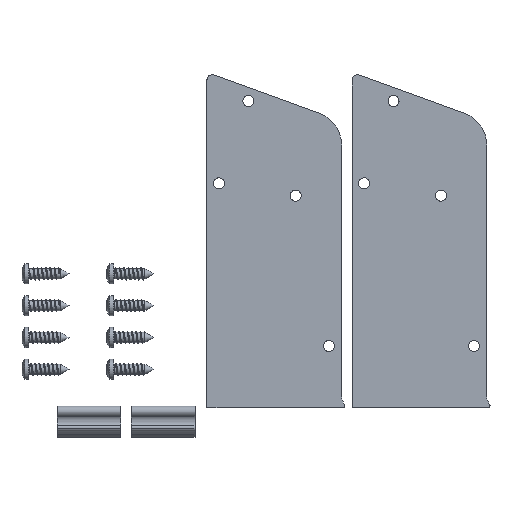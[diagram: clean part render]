
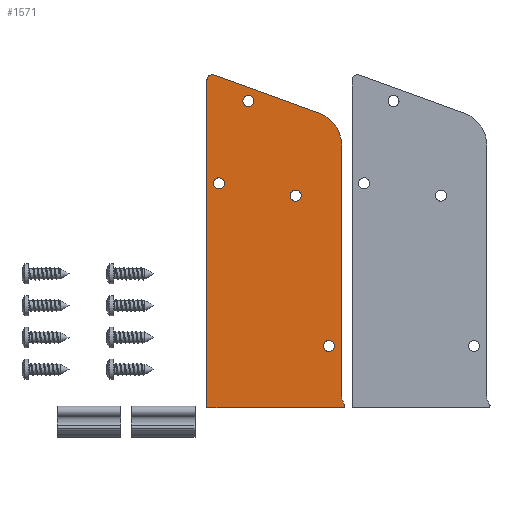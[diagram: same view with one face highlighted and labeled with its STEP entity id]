
A CAD part, top view. The second image highlights one B-rep face of the part: STEP entity #1571.
In plain terms, the highlighted planar face has unit normal (0, 0, 1).
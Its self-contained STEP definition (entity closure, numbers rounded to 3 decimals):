
#128=FACE_BOUND('',#319,.T.);
#129=FACE_BOUND('',#320,.T.);
#130=FACE_BOUND('',#321,.T.);
#131=FACE_BOUND('',#322,.T.);
#153=PLANE('',#1794);
#230=FACE_OUTER_BOUND('',#318,.T.);
#318=EDGE_LOOP('',(#1254,#1255,#1256,#1257,#1258,#1259,#1260,#1261,#1262));
#319=EDGE_LOOP('',(#1263,#1264));
#320=EDGE_LOOP('',(#1265,#1266));
#321=EDGE_LOOP('',(#1267,#1268));
#322=EDGE_LOOP('',(#1269,#1270));
#416=LINE('',#2538,#516);
#421=LINE('',#2552,#521);
#425=LINE('',#2564,#525);
#429=LINE('',#2576,#529);
#433=LINE('',#2587,#533);
#516=VECTOR('',#2088,10.);
#521=VECTOR('',#2101,10.);
#525=VECTOR('',#2113,10.);
#529=VECTOR('',#2125,10.);
#533=VECTOR('',#2137,10.);
#594=CIRCLE('',#1761,2.6);
#595=CIRCLE('',#1762,2.6);
#597=CIRCLE('',#1765,2.6);
#598=CIRCLE('',#1766,2.6);
#600=CIRCLE('',#1769,2.6);
#601=CIRCLE('',#1770,2.6);
#603=CIRCLE('',#1773,2.6);
#604=CIRCLE('',#1774,2.6);
#606=CIRCLE('',#1778,2.5);
#608=CIRCLE('',#1782,16.);
#610=CIRCLE('',#1786,5.);
#612=CIRCLE('',#1790,1.);
#701=VERTEX_POINT('',#2504);
#702=VERTEX_POINT('',#2505);
#704=VERTEX_POINT('',#2512);
#705=VERTEX_POINT('',#2513);
#707=VERTEX_POINT('',#2520);
#708=VERTEX_POINT('',#2521);
#710=VERTEX_POINT('',#2528);
#711=VERTEX_POINT('',#2529);
#713=VERTEX_POINT('',#2536);
#714=VERTEX_POINT('',#2537);
#717=VERTEX_POINT('',#2545);
#719=VERTEX_POINT('',#2551);
#721=VERTEX_POINT('',#2557);
#723=VERTEX_POINT('',#2563);
#725=VERTEX_POINT('',#2569);
#727=VERTEX_POINT('',#2575);
#729=VERTEX_POINT('',#2581);
#880=EDGE_CURVE('',#701,#702,#594,.T.);
#881=EDGE_CURVE('',#702,#701,#595,.T.);
#884=EDGE_CURVE('',#704,#705,#597,.T.);
#885=EDGE_CURVE('',#705,#704,#598,.T.);
#888=EDGE_CURVE('',#707,#708,#600,.T.);
#889=EDGE_CURVE('',#708,#707,#601,.T.);
#892=EDGE_CURVE('',#710,#711,#603,.T.);
#893=EDGE_CURVE('',#711,#710,#604,.T.);
#896=EDGE_CURVE('',#713,#714,#416,.T.);
#900=EDGE_CURVE('',#714,#717,#606,.T.);
#903=EDGE_CURVE('',#717,#719,#421,.T.);
#906=EDGE_CURVE('',#719,#721,#608,.T.);
#909=EDGE_CURVE('',#721,#723,#425,.T.);
#912=EDGE_CURVE('',#723,#725,#610,.T.);
#915=EDGE_CURVE('',#725,#727,#429,.T.);
#918=EDGE_CURVE('',#727,#729,#612,.T.);
#921=EDGE_CURVE('',#729,#713,#433,.T.);
#1254=ORIENTED_EDGE('',*,*,#896,.F.);
#1255=ORIENTED_EDGE('',*,*,#921,.F.);
#1256=ORIENTED_EDGE('',*,*,#918,.F.);
#1257=ORIENTED_EDGE('',*,*,#915,.F.);
#1258=ORIENTED_EDGE('',*,*,#912,.F.);
#1259=ORIENTED_EDGE('',*,*,#909,.F.);
#1260=ORIENTED_EDGE('',*,*,#906,.F.);
#1261=ORIENTED_EDGE('',*,*,#903,.F.);
#1262=ORIENTED_EDGE('',*,*,#900,.F.);
#1263=ORIENTED_EDGE('',*,*,#880,.T.);
#1264=ORIENTED_EDGE('',*,*,#881,.T.);
#1265=ORIENTED_EDGE('',*,*,#884,.T.);
#1266=ORIENTED_EDGE('',*,*,#885,.T.);
#1267=ORIENTED_EDGE('',*,*,#888,.T.);
#1268=ORIENTED_EDGE('',*,*,#889,.T.);
#1269=ORIENTED_EDGE('',*,*,#892,.T.);
#1270=ORIENTED_EDGE('',*,*,#893,.T.);
#1571=ADVANCED_FACE('',(#230,#128,#129,#130,#131),#153,.T.);
#1761=AXIS2_PLACEMENT_3D('',#2506,#2052,#2053);
#1762=AXIS2_PLACEMENT_3D('',#2507,#2054,#2055);
#1765=AXIS2_PLACEMENT_3D('',#2514,#2061,#2062);
#1766=AXIS2_PLACEMENT_3D('',#2515,#2063,#2064);
#1769=AXIS2_PLACEMENT_3D('',#2522,#2070,#2071);
#1770=AXIS2_PLACEMENT_3D('',#2523,#2072,#2073);
#1773=AXIS2_PLACEMENT_3D('',#2530,#2079,#2080);
#1774=AXIS2_PLACEMENT_3D('',#2531,#2081,#2082);
#1778=AXIS2_PLACEMENT_3D('',#2546,#2094,#2095);
#1782=AXIS2_PLACEMENT_3D('',#2558,#2106,#2107);
#1786=AXIS2_PLACEMENT_3D('',#2570,#2118,#2119);
#1790=AXIS2_PLACEMENT_3D('',#2582,#2130,#2131);
#1794=AXIS2_PLACEMENT_3D('',#2590,#2141,#2142);
#2052=DIRECTION('center_axis',(0.,0.,-1.));
#2053=DIRECTION('ref_axis',(1.,0.,0.));
#2054=DIRECTION('center_axis',(0.,0.,-1.));
#2055=DIRECTION('ref_axis',(1.,0.,0.));
#2061=DIRECTION('center_axis',(0.,0.,-1.));
#2062=DIRECTION('ref_axis',(1.,0.,0.));
#2063=DIRECTION('center_axis',(0.,0.,-1.));
#2064=DIRECTION('ref_axis',(1.,0.,0.));
#2070=DIRECTION('center_axis',(0.,0.,-1.));
#2071=DIRECTION('ref_axis',(1.,0.,0.));
#2072=DIRECTION('center_axis',(0.,0.,-1.));
#2073=DIRECTION('ref_axis',(1.,0.,0.));
#2079=DIRECTION('center_axis',(0.,0.,-1.));
#2080=DIRECTION('ref_axis',(1.,0.,0.));
#2081=DIRECTION('center_axis',(0.,0.,-1.));
#2082=DIRECTION('ref_axis',(1.,0.,0.));
#2088=DIRECTION('',(0.,1.,0.));
#2094=DIRECTION('center_axis',(0.,0.,-1.));
#2095=DIRECTION('ref_axis',(0.342,0.94,0.));
#2101=DIRECTION('',(0.94,-0.342,0.));
#2106=DIRECTION('center_axis',(0.,0.,-1.));
#2107=DIRECTION('ref_axis',(1.,0.,0.));
#2113=DIRECTION('',(0.,-1.,0.));
#2118=DIRECTION('center_axis',(0.,0.,1.));
#2119=DIRECTION('ref_axis',(1.,0.,0.));
#2125=DIRECTION('',(0.5,-0.866,0.));
#2130=DIRECTION('center_axis',(0.,0.,-1.));
#2131=DIRECTION('ref_axis',(-0.866,-0.5,0.));
#2137=DIRECTION('',(-1.,0.,0.));
#2141=DIRECTION('center_axis',(0.,0.,1.));
#2142=DIRECTION('ref_axis',(1.,0.,0.));
#2504=CARTESIAN_POINT('',(12.338,-68.183,2.));
#2505=CARTESIAN_POINT('',(7.138,-68.183,2.));
#2506=CARTESIAN_POINT('Origin',(9.738,-68.183,2.));
#2507=CARTESIAN_POINT('Origin',(9.738,-68.183,2.));
#2512=CARTESIAN_POINT('',(-3.312,2.767,2.));
#2513=CARTESIAN_POINT('',(-8.512,2.767,2.));
#2514=CARTESIAN_POINT('Origin',(-5.912,2.767,2.));
#2515=CARTESIAN_POINT('Origin',(-5.912,2.767,2.));
#2520=CARTESIAN_POINT('',(-39.512,8.567,2.));
#2521=CARTESIAN_POINT('',(-44.712,8.567,2.));
#2522=CARTESIAN_POINT('Origin',(-42.112,8.567,2.));
#2523=CARTESIAN_POINT('Origin',(-42.112,8.567,2.));
#2528=CARTESIAN_POINT('',(-25.662,47.405,2.));
#2529=CARTESIAN_POINT('',(-30.862,47.405,2.));
#2530=CARTESIAN_POINT('Origin',(-28.262,47.405,2.));
#2531=CARTESIAN_POINT('Origin',(-28.262,47.405,2.));
#2536=CARTESIAN_POINT('',(-47.762,-97.183,2.));
#2537=CARTESIAN_POINT('',(-47.762,57.317,2.));
#2538=CARTESIAN_POINT('',(-47.762,57.317,2.));
#2545=CARTESIAN_POINT('',(-44.407,59.666,2.));
#2546=CARTESIAN_POINT('Origin',(-45.262,57.317,2.));
#2551=CARTESIAN_POINT('',(5.21,41.607,2.));
#2552=CARTESIAN_POINT('',(5.21,41.607,2.));
#2557=CARTESIAN_POINT('',(15.738,26.572,2.));
#2558=CARTESIAN_POINT('Origin',(-0.262,26.572,2.));
#2563=CARTESIAN_POINT('',(15.738,-91.977,2.));
#2564=CARTESIAN_POINT('',(15.738,-91.977,2.));
#2569=CARTESIAN_POINT('',(16.408,-94.477,2.));
#2570=CARTESIAN_POINT('Origin',(20.738,-91.977,2.));
#2575=CARTESIAN_POINT('',(17.104,-95.683,2.));
#2576=CARTESIAN_POINT('',(17.104,-95.683,2.));
#2581=CARTESIAN_POINT('',(16.238,-97.183,2.));
#2582=CARTESIAN_POINT('Origin',(16.238,-96.183,2.));
#2587=CARTESIAN_POINT('',(-47.762,-97.183,2.));
#2590=CARTESIAN_POINT('Origin',(-17.718,-24.06,2.));
